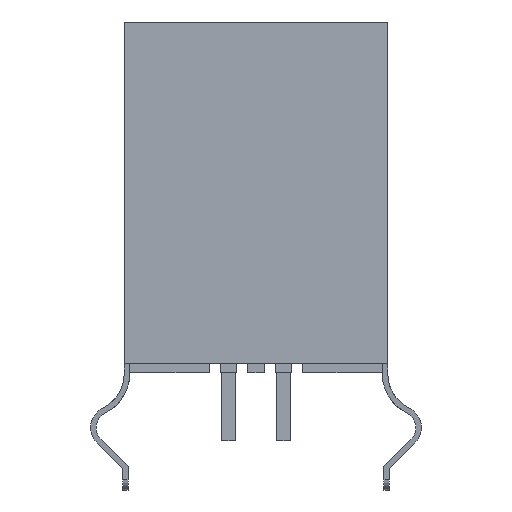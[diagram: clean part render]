
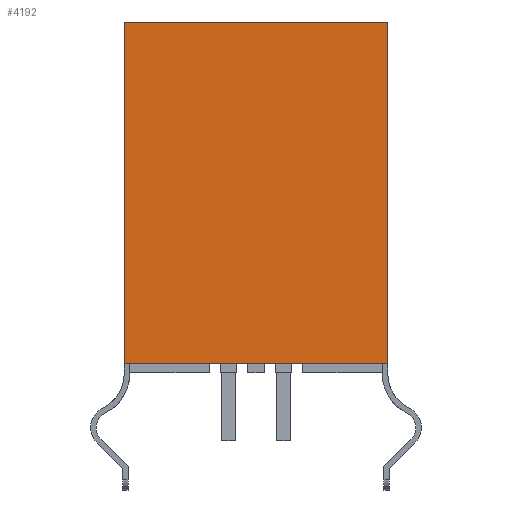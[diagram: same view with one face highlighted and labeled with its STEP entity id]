
A CAD part, front view. The second image highlights one B-rep face of the part: STEP entity #4192.
In plain terms, the highlighted planar face has unit normal (0, -1, 0).
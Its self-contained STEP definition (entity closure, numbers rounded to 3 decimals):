
#301=ORIENTED_EDGE('',*,*,#1442,.T.);
#302=ORIENTED_EDGE('',*,*,#1373,.F.);
#303=ORIENTED_EDGE('',*,*,#1500,.F.);
#304=ORIENTED_EDGE('',*,*,#1365,.T.);
#1365=EDGE_CURVE('',#1986,#1985,#2393,.T.);
#1373=EDGE_CURVE('',#1993,#1994,#2401,.T.);
#1442=EDGE_CURVE('',#1985,#1994,#2450,.T.);
#1500=EDGE_CURVE('',#1986,#1993,#2500,.T.);
#1985=VERTEX_POINT('',#5828);
#1986=VERTEX_POINT('',#5830);
#1993=VERTEX_POINT('',#5845);
#1994=VERTEX_POINT('',#5847);
#2393=LINE('',#5829,#2957);
#2401=LINE('',#5846,#2965);
#2450=LINE('',#5985,#3014);
#2500=LINE('',#6094,#3064);
#2957=VECTOR('',#4702,1000.);
#2965=VECTOR('',#4712,1000.);
#3014=VECTOR('',#4839,1000.);
#3064=VECTOR('',#4935,1000.);
#3552=EDGE_LOOP('',(#301,#302,#303,#304));
#3776=FACE_BOUND('',#3552,.T.);
#3992=PLANE('',#4478);
#4192=ADVANCED_FACE('',(#3776),#3992,.F.);
#4478=AXIS2_PLACEMENT_3D('',#6093,#4933,#4934);
#4702=DIRECTION('',(0.,0.,-1.));
#4712=DIRECTION('',(0.,0.,-1.));
#4839=DIRECTION('',(1.,0.,0.));
#4933=DIRECTION('',(0.,1.,0.));
#4934=DIRECTION('',(0.,0.,1.));
#4935=DIRECTION('',(1.,0.,0.));
#5828=CARTESIAN_POINT('',(-6.,0.,-7.575));
#5829=CARTESIAN_POINT('',(-6.,0.,7.975));
#5830=CARTESIAN_POINT('',(-6.,0.,7.975));
#5845=CARTESIAN_POINT('',(6.,0.,7.975));
#5846=CARTESIAN_POINT('',(6.,0.,7.975));
#5847=CARTESIAN_POINT('',(6.,0.,-7.575));
#5985=CARTESIAN_POINT('',(-6.,0.,-7.575));
#6093=CARTESIAN_POINT('',(-6.,0.,7.975));
#6094=CARTESIAN_POINT('',(-6.,0.,7.975));
